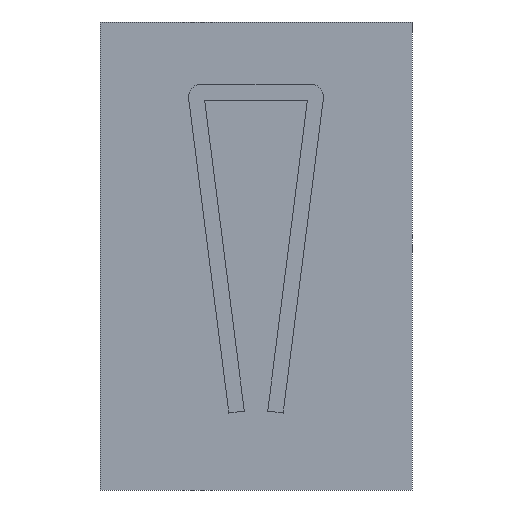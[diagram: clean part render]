
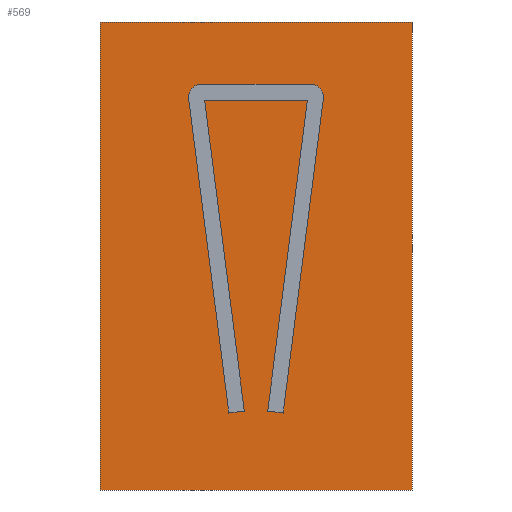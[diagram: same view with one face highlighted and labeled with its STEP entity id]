
A CAD part, front view. The second image highlights one B-rep face of the part: STEP entity #569.
In plain terms, the highlighted planar face has unit normal (0, -1, 0).
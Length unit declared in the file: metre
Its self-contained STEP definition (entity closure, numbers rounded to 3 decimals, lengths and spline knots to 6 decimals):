
#30=CIRCLE('',#619,0.0001);
#31=CIRCLE('',#620,0.0001);
#32=CIRCLE('',#621,0.0008);
#33=CIRCLE('',#622,0.0008);
#76=ORIENTED_EDGE('',*,*,#231,.F.);
#77=ORIENTED_EDGE('',*,*,#232,.F.);
#78=ORIENTED_EDGE('',*,*,#233,.F.);
#79=ORIENTED_EDGE('',*,*,#234,.T.);
#80=ORIENTED_EDGE('',*,*,#235,.F.);
#81=ORIENTED_EDGE('',*,*,#236,.T.);
#82=ORIENTED_EDGE('',*,*,#237,.F.);
#83=ORIENTED_EDGE('',*,*,#238,.F.);
#84=ORIENTED_EDGE('',*,*,#239,.F.);
#85=ORIENTED_EDGE('',*,*,#240,.F.);
#86=ORIENTED_EDGE('',*,*,#241,.F.);
#87=ORIENTED_EDGE('',*,*,#242,.F.);
#88=ORIENTED_EDGE('',*,*,#206,.F.);
#89=ORIENTED_EDGE('',*,*,#222,.T.);
#90=ORIENTED_EDGE('',*,*,#225,.T.);
#91=ORIENTED_EDGE('',*,*,#230,.F.);
#206=EDGE_CURVE('',#286,#287,#339,.T.);
#222=EDGE_CURVE('',#286,#299,#352,.T.);
#225=EDGE_CURVE('',#299,#301,#355,.T.);
#230=EDGE_CURVE('',#287,#301,#360,.T.);
#231=EDGE_CURVE('',#304,#305,#361,.T.);
#232=EDGE_CURVE('',#306,#304,#362,.T.);
#233=EDGE_CURVE('',#307,#306,#363,.T.);
#234=EDGE_CURVE('',#307,#308,#30,.T.);
#235=EDGE_CURVE('',#309,#308,#364,.T.);
#236=EDGE_CURVE('',#309,#310,#31,.T.);
#237=EDGE_CURVE('',#311,#310,#365,.T.);
#238=EDGE_CURVE('',#312,#311,#366,.T.);
#239=EDGE_CURVE('',#313,#312,#367,.T.);
#240=EDGE_CURVE('',#314,#313,#32,.T.);
#241=EDGE_CURVE('',#315,#314,#368,.T.);
#242=EDGE_CURVE('',#305,#315,#33,.T.);
#286=VERTEX_POINT('',#829);
#287=VERTEX_POINT('',#831);
#299=VERTEX_POINT('',#859);
#301=VERTEX_POINT('',#865);
#304=VERTEX_POINT('',#877);
#305=VERTEX_POINT('',#878);
#306=VERTEX_POINT('',#880);
#307=VERTEX_POINT('',#882);
#308=VERTEX_POINT('',#884);
#309=VERTEX_POINT('',#886);
#310=VERTEX_POINT('',#888);
#311=VERTEX_POINT('',#890);
#312=VERTEX_POINT('',#892);
#313=VERTEX_POINT('',#894);
#314=VERTEX_POINT('',#896);
#315=VERTEX_POINT('',#898);
#339=LINE('',#830,#404);
#352=LINE('',#860,#417);
#355=LINE('',#866,#420);
#360=LINE('',#874,#425);
#361=LINE('',#876,#426);
#362=LINE('',#879,#427);
#363=LINE('',#881,#428);
#364=LINE('',#885,#429);
#365=LINE('',#889,#430);
#366=LINE('',#891,#431);
#367=LINE('',#893,#432);
#368=LINE('',#897,#433);
#404=VECTOR('',#666,1.);
#417=VECTOR('',#687,1.);
#420=VECTOR('',#692,1.);
#425=VECTOR('',#699,1.);
#426=VECTOR('',#702,1.);
#427=VECTOR('',#703,1.);
#428=VECTOR('',#704,1.);
#429=VECTOR('',#707,1.);
#430=VECTOR('',#710,1.);
#431=VECTOR('',#711,1.);
#432=VECTOR('',#712,1.);
#433=VECTOR('',#715,1.);
#469=EDGE_LOOP('',(#76,#77,#78,#79,#80,#81,#82,#83,#84,#85,#86,#87));
#470=EDGE_LOOP('',(#88,#89,#90,#91));
#506=FACE_BOUND('',#469,.T.);
#507=FACE_BOUND('',#470,.T.);
#543=PLANE('',#618);
#569=ADVANCED_FACE('',(#506,#507),#543,.T.);
#618=AXIS2_PLACEMENT_3D('',#875,#700,#701);
#619=AXIS2_PLACEMENT_3D('',#883,#705,#706);
#620=AXIS2_PLACEMENT_3D('',#887,#708,#709);
#621=AXIS2_PLACEMENT_3D('',#895,#713,#714);
#622=AXIS2_PLACEMENT_3D('',#899,#716,#717);
#666=DIRECTION('',(1.,0.,0.));
#687=DIRECTION('',(0.,0.,-1.));
#692=DIRECTION('',(1.,0.,0.));
#699=DIRECTION('',(0.,0.,-1.));
#700=DIRECTION('',(0.,-1.,0.));
#701=DIRECTION('',(1.,0.,0.));
#702=DIRECTION('',(0.127,0.,0.992));
#703=DIRECTION('',(0.992,0.,-0.127));
#704=DIRECTION('',(-0.127,0.,-0.992));
#705=DIRECTION('',(0.,-1.,0.));
#706=DIRECTION('',(0.992,0.,-0.127));
#707=DIRECTION('',(1.,0.,0.));
#708=DIRECTION('',(0.,-1.,0.));
#709=DIRECTION('',(0.,0.,1.));
#710=DIRECTION('',(-0.127,0.,0.992));
#711=DIRECTION('',(0.992,0.,0.127));
#712=DIRECTION('',(0.127,0.,-0.992));
#713=DIRECTION('',(0.,-1.,0.));
#714=DIRECTION('',(0.,0.,1.));
#715=DIRECTION('',(-1.,0.,0.));
#716=DIRECTION('',(0.,-1.,0.));
#717=DIRECTION('',(0.992,0.,-0.127));
#829=CARTESIAN_POINT('',(-0.005,-0.005,0.015));
#830=CARTESIAN_POINT('',(0.,-0.005,0.015));
#831=CARTESIAN_POINT('',(0.015,-0.005,0.015));
#859=CARTESIAN_POINT('',(-0.005,-0.005,-0.015));
#860=CARTESIAN_POINT('',(-0.005,-0.005,0.));
#865=CARTESIAN_POINT('',(0.015,-0.005,-0.015));
#866=CARTESIAN_POINT('',(0.,-0.005,-0.015));
#874=CARTESIAN_POINT('',(0.015,-0.005,0.));
#875=CARTESIAN_POINT('',(0.,-0.005,0.));
#876=CARTESIAN_POINT('',(0.008076,-0.005,0.000368));
#877=CARTESIAN_POINT('',(0.006742,-0.005,-0.010064));
#878=CARTESIAN_POINT('',(0.009321,-0.005,0.010099));
#879=CARTESIAN_POINT('',(0.006228,-0.005,-0.009999));
#880=CARTESIAN_POINT('',(0.00575,-0.005,-0.009938));
#881=CARTESIAN_POINT('',(0.006825,-0.005,-0.001535));
#882=CARTESIAN_POINT('',(0.008286,-0.005,0.009887));
#883=CARTESIAN_POINT('',(0.008186,-0.005,0.0099));
#884=CARTESIAN_POINT('',(0.008186,-0.005,0.01));
#885=CARTESIAN_POINT('',(0.004998,-0.005,0.01));
#886=CARTESIAN_POINT('',(0.001814,-0.005,0.01));
#887=CARTESIAN_POINT('',(0.001814,-0.005,0.0099));
#888=CARTESIAN_POINT('',(0.001714,-0.005,0.009887));
#889=CARTESIAN_POINT('',(0.003161,-0.005,-0.001422));
#890=CARTESIAN_POINT('',(0.00425,-0.005,-0.009938));
#891=CARTESIAN_POINT('',(0.003325,-0.005,-0.010056));
#892=CARTESIAN_POINT('',(0.003258,-0.005,-0.010064));
#893=CARTESIAN_POINT('',(0.001929,-0.005,0.000328));
#894=CARTESIAN_POINT('',(0.000679,-0.005,0.010099));
#895=CARTESIAN_POINT('',(0.001473,-0.005,0.0102));
#896=CARTESIAN_POINT('',(0.001473,-0.005,0.011));
#897=CARTESIAN_POINT('',(0.004853,-0.005,0.011));
#898=CARTESIAN_POINT('',(0.008527,-0.005,0.011));
#899=CARTESIAN_POINT('',(0.008527,-0.005,0.0102));
